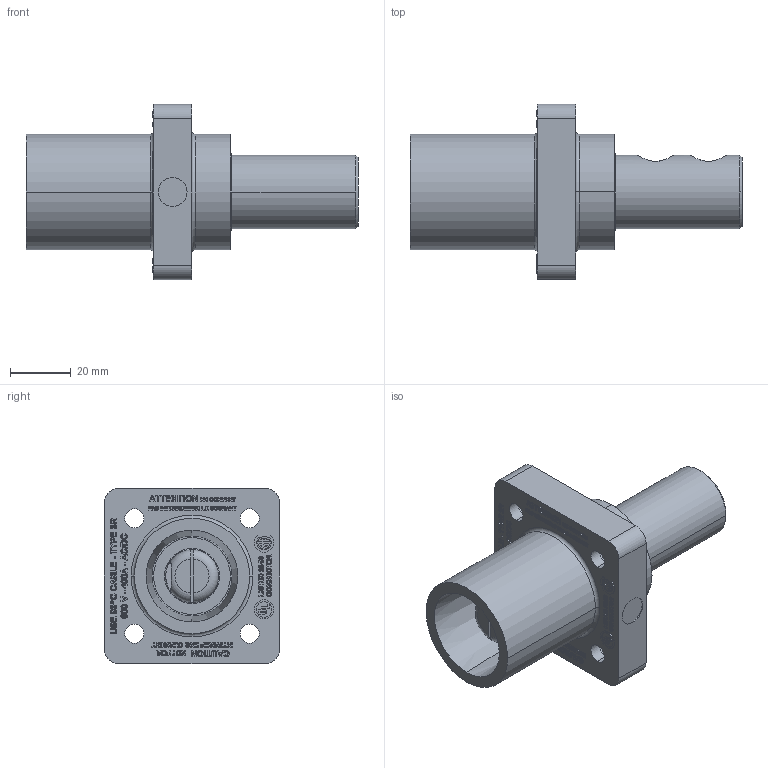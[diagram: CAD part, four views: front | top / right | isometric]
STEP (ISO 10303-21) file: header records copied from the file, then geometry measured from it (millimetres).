
FILE_DESCRIPTION (( 'STEP AP214' ), '1' );
FILE_NAME ('CATSTD-16R21-0UX-M01.STEP', '2019-09-27T19:14:20', ( '' ), ( '' ), 'SwSTEP 2.0', 'SolidWorks 2017', '' );
FILE_SCHEMA (( 'AUTOMOTIVE_DESIGN' ));
Length unit declared in the file: inch
Products named in the file (2): CATSTD-16R21-0UX-M01
Bounding box: 109.75 x 57.94 x 57.94 mm (x, y, z)
Volume: 94591 mm3; surface area: 27807.5 mm2
Topology: 1 solids, 3 shells, 1857 faces, 4927 edges, 3278 vertices
Faces by surface type: plane 1175, bspline 541, cylinder 121, torus 10, cone 10
Entity records: 86453 total; most frequent: CARTESIAN_POINT 43740, ORIENTED_EDGE 9850, DIRECTION 6700, EDGE_CURVE 4925, VECTOR 3552, LINE 3552, VERTEX_POINT 3278, EDGE_LOOP 2073
